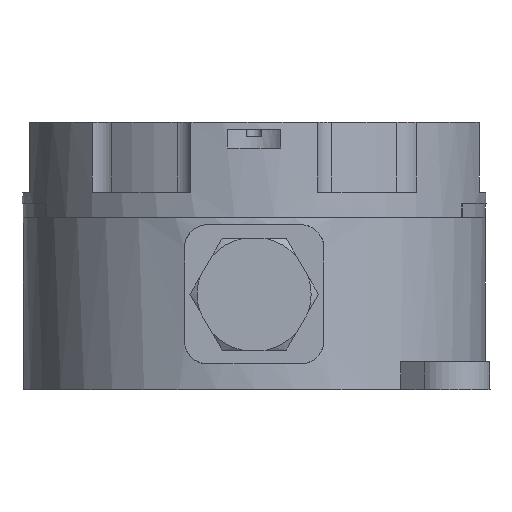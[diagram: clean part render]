
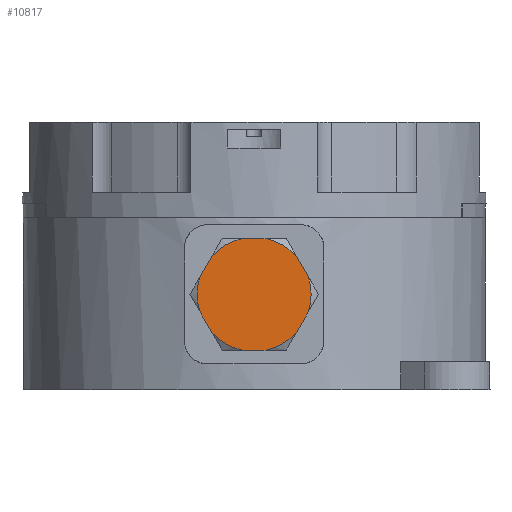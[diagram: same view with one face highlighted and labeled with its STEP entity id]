
A CAD part, left-side view. The second image highlights one B-rep face of the part: STEP entity #10817.
In plain terms, the highlighted face is planar.
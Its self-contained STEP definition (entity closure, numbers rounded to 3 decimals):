
#10817=ADVANCED_FACE('',(#10922),#10924,.T.);
#10922=FACE_OUTER_BOUND('',#10923,.T.);
#10923=EDGE_LOOP('',(#11055,#11056,#11057,#11058,#11059,#11060,#11061,#11062,#11063,
#11064,#11065,#11066));
#10924=PLANE('',#10925);
#10925=AXIS2_PLACEMENT_3D('',#10926,#10927,#10928);
#10926=CARTESIAN_POINT('',(31.,0.,0.));
#10927=DIRECTION('',(1.,0.,0.));
#10928=DIRECTION('',(0.,1.,0.));
#11055=ORIENTED_EDGE('',*,*,#11175,.T.);
#11056=ORIENTED_EDGE('',*,*,#11137,.T.);
#11057=ORIENTED_EDGE('',*,*,#11176,.T.);
#11058=ORIENTED_EDGE('',*,*,#11148,.T.);
#11059=ORIENTED_EDGE('',*,*,#11177,.T.);
#11060=ORIENTED_EDGE('',*,*,#11145,.T.);
#11061=ORIENTED_EDGE('',*,*,#11178,.T.);
#11062=ORIENTED_EDGE('',*,*,#11142,.T.);
#11063=ORIENTED_EDGE('',*,*,#11179,.T.);
#11064=ORIENTED_EDGE('',*,*,#11139,.T.);
#11065=ORIENTED_EDGE('',*,*,#11180,.T.);
#11066=ORIENTED_EDGE('',*,*,#11133,.T.);
#11133=EDGE_CURVE('',#11198,#11196,#11199,.T.);
#11137=EDGE_CURVE('',#11201,#11204,#11206,.T.);
#11139=EDGE_CURVE('',#11210,#11208,#11211,.T.);
#11142=EDGE_CURVE('',#11216,#11214,#11217,.T.);
#11145=EDGE_CURVE('',#11222,#11220,#11223,.T.);
#11148=EDGE_CURVE('',#11228,#11226,#11229,.T.);
#11175=EDGE_CURVE('',#11196,#11201,#11275,.T.);
#11176=EDGE_CURVE('',#11204,#11228,#11276,.T.);
#11177=EDGE_CURVE('',#11226,#11222,#11277,.T.);
#11178=EDGE_CURVE('',#11220,#11216,#11278,.T.);
#11179=EDGE_CURVE('',#11214,#11210,#11279,.T.);
#11180=EDGE_CURVE('',#11208,#11198,#11280,.T.);
#11196=VERTEX_POINT('',#11300);
#11198=VERTEX_POINT('',#11311);
#11199=CIRCLE('',#11312,12.268);
#11201=VERTEX_POINT('',#11326);
#11204=VERTEX_POINT('',#11338);
#11206=CIRCLE('',#11349,12.268);
#11208=VERTEX_POINT('',#11354);
#11210=VERTEX_POINT('',#11365);
#11211=CIRCLE('',#11366,12.268);
#11214=VERTEX_POINT('',#11381);
#11216=VERTEX_POINT('',#11392);
#11217=CIRCLE('',#11393,12.268);
#11220=VERTEX_POINT('',#11408);
#11222=VERTEX_POINT('',#11419);
#11223=CIRCLE('',#11420,12.268);
#11226=VERTEX_POINT('',#11435);
#11228=VERTEX_POINT('',#11446);
#11229=CIRCLE('',#11447,12.268);
#11275=LINE('',#11646,#11647);
#11276=LINE('',#11649,#11650);
#11277=LINE('',#11652,#11653);
#11278=LINE('',#11655,#11656);
#11279=LINE('',#11658,#11659);
#11280=LINE('',#11661,#11662);
#11300=CARTESIAN_POINT('',(31.,9.117,-8.208));
#11311=CARTESIAN_POINT('',(31.,2.55,-12.));
#11312=AXIS2_PLACEMENT_3D('',#11313,#11314,#11315);
#11313=CARTESIAN_POINT('',(31.,0.,0.));
#11314=DIRECTION('',(1.,0.,0.));
#11315=DIRECTION('',(0.,0.208,-0.978));
#11326=CARTESIAN_POINT('',(31.,11.667,-3.792));
#11338=CARTESIAN_POINT('',(31.,11.667,3.792));
#11349=AXIS2_PLACEMENT_3D('',#11350,#11351,#11352);
#11350=CARTESIAN_POINT('',(31.,0.,0.));
#11351=DIRECTION('',(1.,0.,0.));
#11352=DIRECTION('',(0.,0.951,-0.309));
#11354=CARTESIAN_POINT('',(31.,-2.55,-12.));
#11365=CARTESIAN_POINT('',(31.,-9.117,-8.208));
#11366=AXIS2_PLACEMENT_3D('',#11367,#11368,#11369);
#11367=CARTESIAN_POINT('',(31.,0.,0.));
#11368=DIRECTION('',(1.,0.,0.));
#11369=DIRECTION('',(0.,-0.743,-0.669));
#11381=CARTESIAN_POINT('',(31.,-11.667,-3.792));
#11392=CARTESIAN_POINT('',(31.,-11.667,3.792));
#11393=AXIS2_PLACEMENT_3D('',#11394,#11395,#11396);
#11394=CARTESIAN_POINT('',(31.,0.,0.));
#11395=DIRECTION('',(1.,0.,0.));
#11396=DIRECTION('',(0.,-0.951,0.309));
#11408=CARTESIAN_POINT('',(31.,-9.117,8.208));
#11419=CARTESIAN_POINT('',(31.,-2.55,12.));
#11420=AXIS2_PLACEMENT_3D('',#11421,#11422,#11423);
#11421=CARTESIAN_POINT('',(31.,0.,0.));
#11422=DIRECTION('',(1.,0.,0.));
#11423=DIRECTION('',(0.,-0.208,0.978));
#11435=CARTESIAN_POINT('',(31.,2.55,12.));
#11446=CARTESIAN_POINT('',(31.,9.117,8.208));
#11447=AXIS2_PLACEMENT_3D('',#11448,#11449,#11450);
#11448=CARTESIAN_POINT('',(31.,0.,0.));
#11449=DIRECTION('',(1.,0.,0.));
#11450=DIRECTION('',(0.,0.743,0.669));
#11646=CARTESIAN_POINT('',(31.,9.117,-8.208));
#11647=VECTOR('',#11648,1.);
#11648=DIRECTION('',(0.,0.5,0.866));
#11649=CARTESIAN_POINT('',(31.,11.667,3.792));
#11650=VECTOR('',#11651,1.);
#11651=DIRECTION('',(0.,-0.5,0.866));
#11652=CARTESIAN_POINT('',(31.,2.55,12.));
#11653=VECTOR('',#11654,1.);
#11654=DIRECTION('',(0.,-1.,0.));
#11655=CARTESIAN_POINT('',(31.,-9.117,8.208));
#11656=VECTOR('',#11657,1.);
#11657=DIRECTION('',(0.,-0.5,-0.866));
#11658=CARTESIAN_POINT('',(31.,-11.667,-3.792));
#11659=VECTOR('',#11660,1.);
#11660=DIRECTION('',(0.,0.5,-0.866));
#11661=CARTESIAN_POINT('',(31.,-2.55,-12.));
#11662=VECTOR('',#11663,1.);
#11663=DIRECTION('',(0.,1.,0.));
